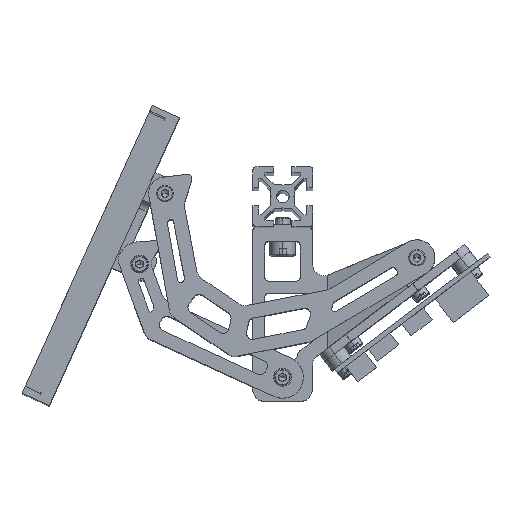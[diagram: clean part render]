
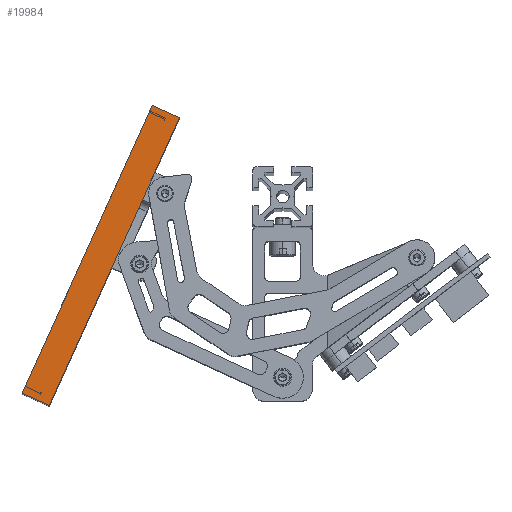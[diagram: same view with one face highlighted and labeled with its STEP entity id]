
A CAD part, top view. The second image highlights one B-rep face of the part: STEP entity #19984.
In plain terms, the highlighted face is planar.
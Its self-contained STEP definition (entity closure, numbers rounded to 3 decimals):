
#62 = CARTESIAN_POINT ( 'NONE',  ( 168.1, 103.2, -4. ) ) ;
#2014 = VERTEX_POINT ( 'NONE', #7804 ) ;
#2535 = VECTOR ( 'NONE', #9753, 1000. ) ;
#2897 = EDGE_CURVE ( 'NONE', #2014, #21426, #4091, .T. ) ;
#3357 = ORIENTED_EDGE ( 'NONE', *, *, #2897, .F. ) ;
#3443 = CARTESIAN_POINT ( 'NONE',  ( 168.1, 103.2, 6. ) ) ;
#3896 = EDGE_CURVE ( 'NONE', #21377, #18030, #24034, .T. ) ;
#4091 = LINE ( 'NONE', #62, #12343 ) ;
#5137 = ORIENTED_EDGE ( 'NONE', *, *, #21761, .T. ) ;
#5249 = VECTOR ( 'NONE', #19768, 1000. ) ;
#7275 = DIRECTION ( 'NONE',  ( 0., 1., 0. ) ) ;
#7804 = CARTESIAN_POINT ( 'NONE',  ( 168.1, 103.2, -4. ) ) ;
#8273 = DIRECTION ( 'NONE',  ( -1., 0., 0. ) ) ;
#9753 = DIRECTION ( 'NONE',  ( 0., 0., -1. ) ) ;
#10101 = DIRECTION ( 'NONE',  ( 0., 0., 1. ) ) ;
#10704 = AXIS2_PLACEMENT_3D ( 'NONE', #19618, #8273, #10101 ) ;
#11061 = VECTOR ( 'NONE', #7275, 1000. ) ;
#12343 = VECTOR ( 'NONE', #18855, 1000. ) ;
#13406 = CARTESIAN_POINT ( 'NONE',  ( 168.1, -2.5, 6. ) ) ;
#13549 = CARTESIAN_POINT ( 'NONE',  ( 168.1, -2.5, -4. ) ) ;
#13795 = EDGE_LOOP ( 'NONE', ( #5137, #3357, #18881, #21738 ) ) ;
#14647 = CARTESIAN_POINT ( 'NONE',  ( 168.1, 103.2, 6. ) ) ;
#15835 = FACE_OUTER_BOUND ( 'NONE', #13795, .T. ) ;
#16203 = CARTESIAN_POINT ( 'NONE',  ( 168.1, -2.5, 6. ) ) ;
#16743 = CARTESIAN_POINT ( 'NONE',  ( 168.1, -2.5, 6. ) ) ;
#16952 = LINE ( 'NONE', #13406, #2535 ) ;
#17788 = PLANE ( 'NONE',  #10704 ) ;
#18030 = VERTEX_POINT ( 'NONE', #3443 ) ;
#18320 = LINE ( 'NONE', #14647, #5249 ) ;
#18855 = DIRECTION ( 'NONE',  ( 0., -1., 0. ) ) ;
#18881 = ORIENTED_EDGE ( 'NONE', *, *, #21622, .F. ) ;
#19618 = CARTESIAN_POINT ( 'NONE',  ( 168.1, -2.5, 6. ) ) ;
#19768 = DIRECTION ( 'NONE',  ( 0., 0., -1. ) ) ;
#19984 = ADVANCED_FACE ( 'NONE', ( #15835 ), #17788, .F. ) ;
#21377 = VERTEX_POINT ( 'NONE', #16743 ) ;
#21426 = VERTEX_POINT ( 'NONE', #13549 ) ;
#21622 = EDGE_CURVE ( 'NONE', #18030, #2014, #18320, .T. ) ;
#21738 = ORIENTED_EDGE ( 'NONE', *, *, #3896, .F. ) ;
#21761 = EDGE_CURVE ( 'NONE', #21377, #21426, #16952, .T. ) ;
#24034 = LINE ( 'NONE', #16203, #11061 ) ;
